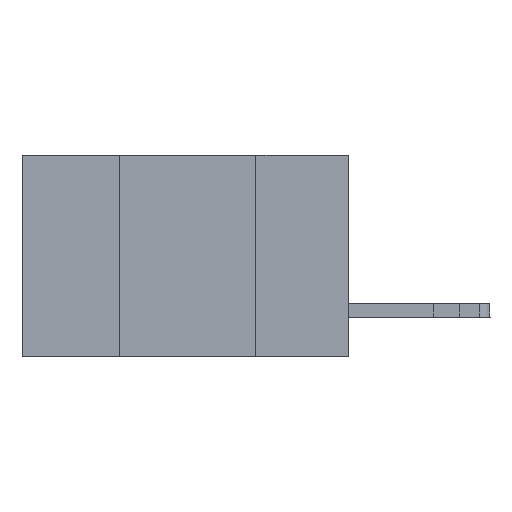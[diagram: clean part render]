
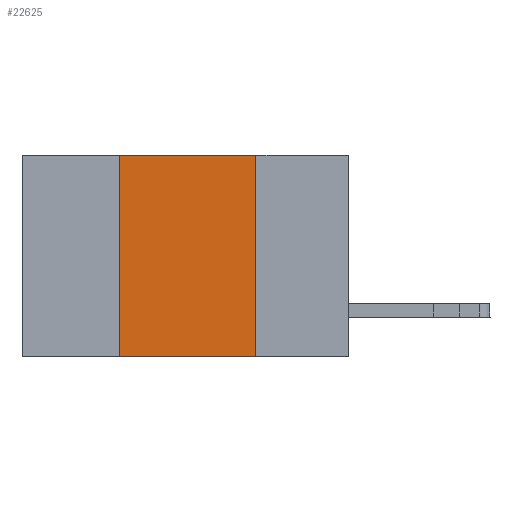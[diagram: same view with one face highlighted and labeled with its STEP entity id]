
A CAD part, left-side view. The second image highlights one B-rep face of the part: STEP entity #22625.
In plain terms, the highlighted planar face has unit normal (-1, 0, 0).
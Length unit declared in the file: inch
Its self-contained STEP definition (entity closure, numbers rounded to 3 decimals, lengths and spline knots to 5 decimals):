
#60 = CARTESIAN_POINT ( 'NONE',  ( 0., 0.17, 0. ) ) ;
#256 = CARTESIAN_POINT ( 'NONE',  ( 0., 0.6, 0. ) ) ;
#450 = VECTOR ( 'NONE', #19805, 39.37008 ) ;
#525 = DIRECTION ( 'NONE',  ( 0., -1., 0. ) ) ;
#1979 = EDGE_CURVE ( 'NONE', #23562, #9352, #15147, .T. ) ;
#2133 = VERTEX_POINT ( 'NONE', #17601 ) ;
#3547 = EDGE_LOOP ( 'NONE', ( #10471, #13685, #23028, #23726 ) ) ;
#3637 = CARTESIAN_POINT ( 'NONE',  ( 0., 0.42, -0.37 ) ) ;
#4379 = EDGE_CURVE ( 'NONE', #7763, #23562, #5146, .T. ) ;
#4497 = EDGE_CURVE ( 'NONE', #7763, #2133, #23090, .T. ) ;
#5146 = LINE ( 'NONE', #8740, #7548 ) ;
#6620 = CARTESIAN_POINT ( 'NONE',  ( 0., 0.42, 0. ) ) ;
#6657 = LINE ( 'NONE', #17825, #450 ) ;
#7104 = EDGE_CURVE ( 'NONE', #9352, #2133, #6657, .T. ) ;
#7548 = VECTOR ( 'NONE', #18427, 39.37008 ) ;
#7763 = VERTEX_POINT ( 'NONE', #3637 ) ;
#8740 = CARTESIAN_POINT ( 'NONE',  ( 0., 0.42, 0. ) ) ;
#9352 = VERTEX_POINT ( 'NONE', #60 ) ;
#10471 = ORIENTED_EDGE ( 'NONE', *, *, #7104, .F. ) ;
#11671 = DIRECTION ( 'NONE',  ( 0., -1., 0. ) ) ;
#12527 = DIRECTION ( 'NONE',  ( 1., 0., 0. ) ) ;
#13685 = ORIENTED_EDGE ( 'NONE', *, *, #1979, .F. ) ;
#15147 = LINE ( 'NONE', #256, #19454 ) ;
#17601 = CARTESIAN_POINT ( 'NONE',  ( 0., 0.17, -0.37 ) ) ;
#17626 = CARTESIAN_POINT ( 'NONE',  ( 0., 0.6, -0.37 ) ) ;
#17825 = CARTESIAN_POINT ( 'NONE',  ( 0., 0.17, 0. ) ) ;
#18427 = DIRECTION ( 'NONE',  ( 0., 0., 1. ) ) ;
#18718 = DIRECTION ( 'NONE',  ( 0., 0., -1. ) ) ;
#19454 = VECTOR ( 'NONE', #11671, 39.37008 ) ;
#19805 = DIRECTION ( 'NONE',  ( 0., 0., -1. ) ) ;
#20449 = FACE_OUTER_BOUND ( 'NONE', #3547, .T. ) ;
#21944 = CARTESIAN_POINT ( 'NONE',  ( 0., 0.6, 0. ) ) ;
#22174 = AXIS2_PLACEMENT_3D ( 'NONE', #21944, #12527, #18718 ) ;
#22625 = ADVANCED_FACE ( 'NONE', ( #20449 ), #24166, .F. ) ;
#23028 = ORIENTED_EDGE ( 'NONE', *, *, #4379, .F. ) ;
#23090 = LINE ( 'NONE', #17626, #24192 ) ;
#23562 = VERTEX_POINT ( 'NONE', #6620 ) ;
#23726 = ORIENTED_EDGE ( 'NONE', *, *, #4497, .T. ) ;
#24166 = PLANE ( 'NONE',  #22174 ) ;
#24192 = VECTOR ( 'NONE', #525, 39.37008 ) ;
